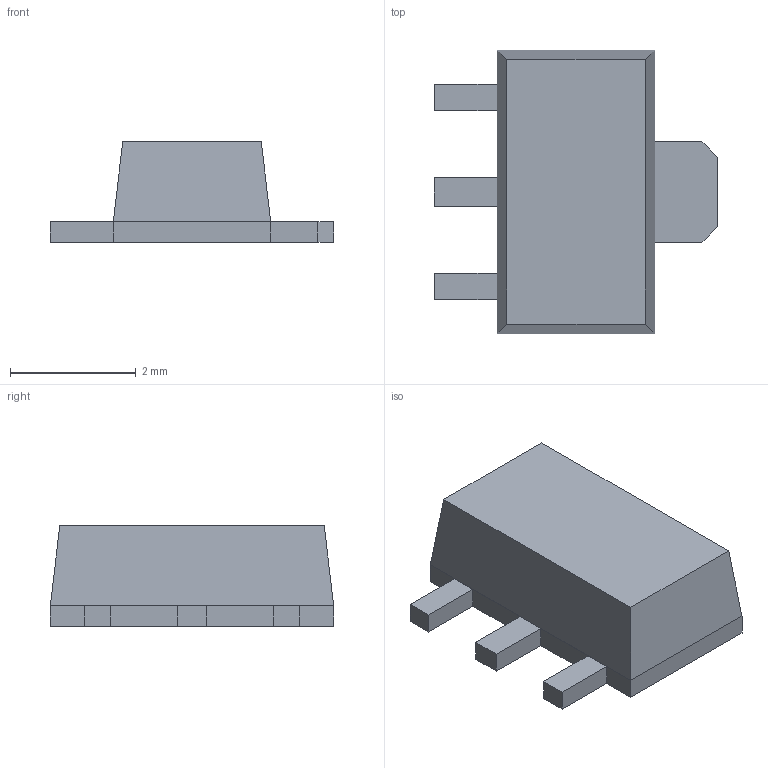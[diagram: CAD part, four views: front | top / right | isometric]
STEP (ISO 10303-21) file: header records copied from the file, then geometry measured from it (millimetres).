
FILE_DESCRIPTION((''),'2;1');
FILE_NAME('NXP_SOT89(SC-62).stp','2010-05-31T16:17:26',(''),(''),'Mechanical Desktop 2010','Mechanical Desktop 2010',', , ');
FILE_SCHEMA(('AUTOMOTIVE_DESIGN { 1 2 10303 214 1 1 1 1 }'));
Length unit declared in the file: millimetre
Products named in the file (1): Product
Bounding box: 4.5 x 4.5 x 1.6 mm (x, y, z)
Volume: 17.6 mm3; surface area: 77.5 mm2
Topology: 6 solids, 6 shells, 46 faces, 102 edges, 68 vertices
Faces by surface type: plane 46
Entity records: 1293 total; most frequent: CARTESIAN_POINT 217, ORIENTED_EDGE 204, DIRECTION 196, VECTOR 102, LINE 102, EDGE_CURVE 102, VERTEX_POINT 68, AXIS2_PLACEMENT_3D 47
